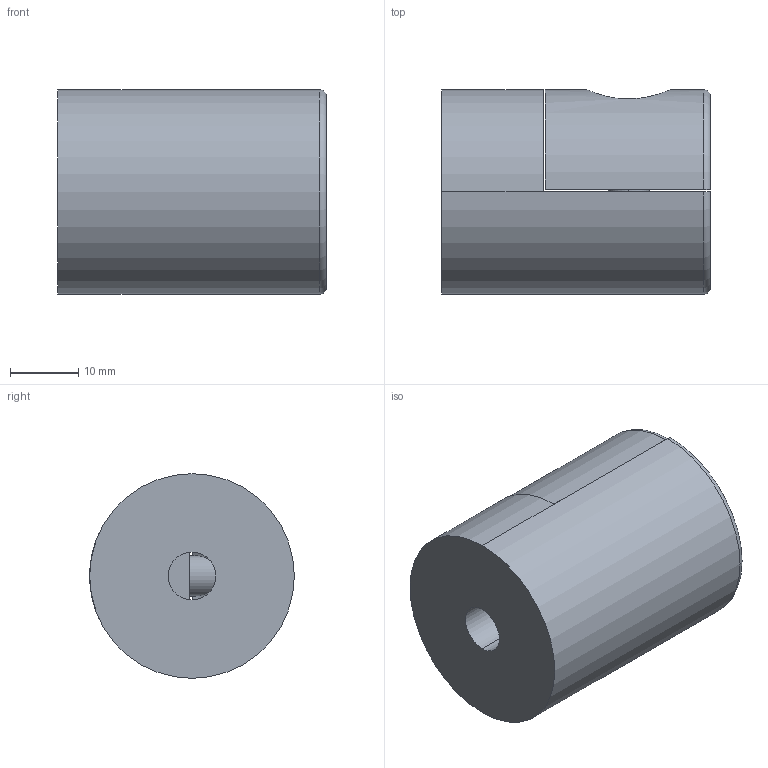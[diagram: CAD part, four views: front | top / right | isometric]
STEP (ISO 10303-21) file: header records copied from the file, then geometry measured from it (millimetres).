
FILE_DESCRIPTION (( 'STEP AP203' ), '1' );
FILE_NAME ('3D_GN6532_Flach_188735210.STEP', '2024-10-22T14:01:53', ( '' ), ( '' ), 'SwSTEP 2.0', 'SolidWorks 2023', '' );
FILE_SCHEMA (( 'CONFIG_CONTROL_DESIGN' ));
Length unit declared in the file: millimetre
Products named in the file (1): 3D_GN6532_Flach_188735210
Bounding box: 39.4 x 30 x 30 mm (x, y, z)
Volume: 25221.6 mm3; surface area: 8938.2 mm2
Topology: 3 solids, 3 shells, 47 faces, 109 edges, 65 vertices
Faces by surface type: cylinder 17, plane 17, cone 9, torus 4
Entity records: 1530 total; most frequent: CARTESIAN_POINT 375, DIRECTION 241, ORIENTED_EDGE 208, EDGE_CURVE 104, AXIS2_PLACEMENT_3D 93, VERTEX_POINT 65, LINE 55, VECTOR 55
